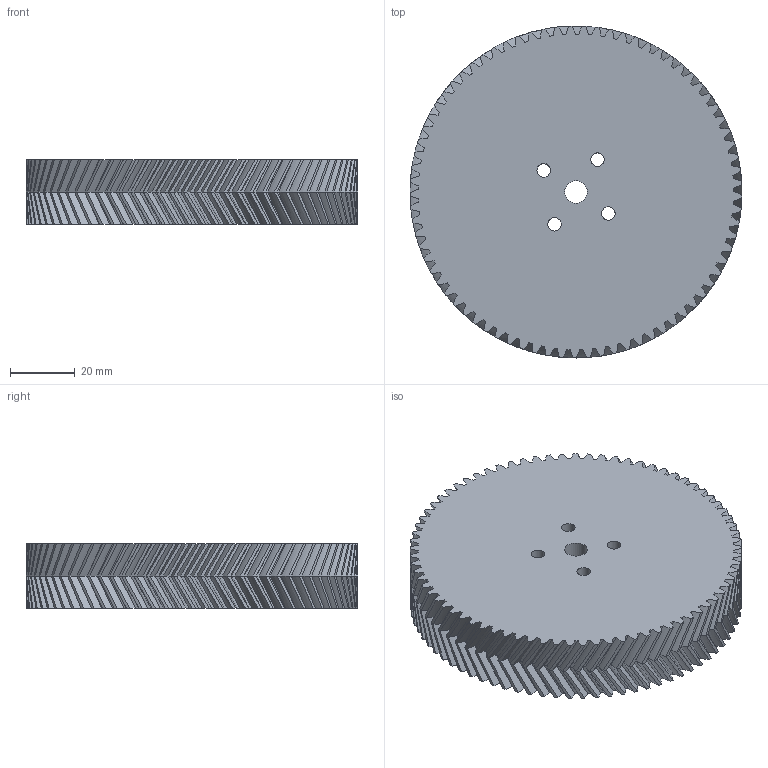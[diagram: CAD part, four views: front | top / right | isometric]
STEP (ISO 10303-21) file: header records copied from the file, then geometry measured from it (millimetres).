
FILE_DESCRIPTION(/* description */ (''),/* implementation_level */ '2;1');
FILE_NAME(/* name */ '',/* time_stamp */ '2025-10-31T18:43:41+03:00',/* author */ ('Phantom'),/* organization */ (''),/* preprocessor_version */ 'ST-DEVELOPER v20',/* originating_system */ 'Autodesk Inventor 2025',/* authorisation */ '');
FILE_SCHEMA (('AUTOMOTIVE_DESIGN { 1 0 10303 214 3 1 1 }'));
Length unit declared in the file: millimetre
Products named in the file (1): Цилиндрическое зубчатое 
зацепление2
Bounding box: 102.57 x 102.57 x 20 mm (x, y, z)
Volume: 155685.7 mm3; surface area: 45318.8 mm2
Topology: 2 solids, 2 shells, 630 faces, 1883 edges, 1258 vertices
Faces by surface type: bspline 462, cylinder 164, plane 4
Full cylindrical faces by diameter (mm): 4.2 x8, 7 x2
Entity records: 28545 total; most frequent: CARTESIAN_POINT 15625, ORIENTED_EDGE 3756, EDGE_CURVE 1878, B_SPLINE_CURVE_WITH_KNOTS 1540, VERTEX_POINT 1252, DIRECTION 1014, EDGE_LOOP 650, FACE_OUTER_BOUND 630
